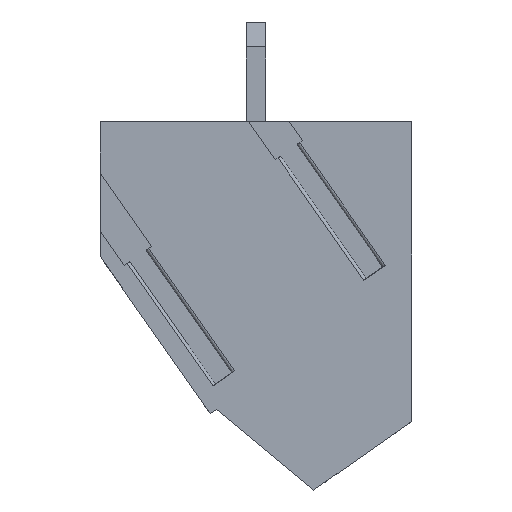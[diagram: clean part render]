
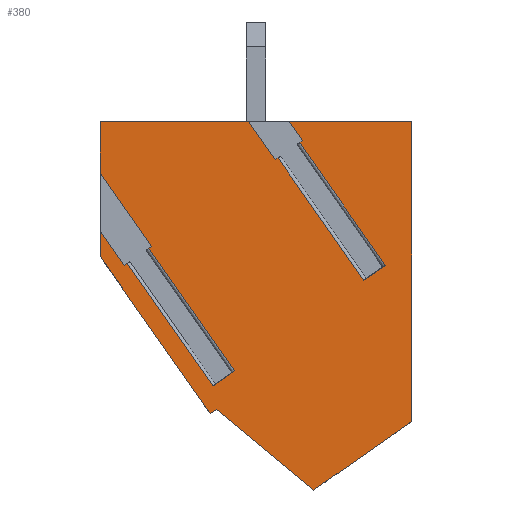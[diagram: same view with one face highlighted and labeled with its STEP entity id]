
A CAD part, left-side view. The second image highlights one B-rep face of the part: STEP entity #380.
In plain terms, the highlighted planar face has unit normal (-1, 0, 0).
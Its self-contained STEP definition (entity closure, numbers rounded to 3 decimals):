
#380 = ADVANCED_FACE( '', ( #768 ), #769, .T. );
#768 = FACE_OUTER_BOUND( '', #1148, .T. );
#769 = PLANE( '', #1149 );
#1148 = EDGE_LOOP( '', ( #2232, #2233, #2234, #2235, #2236, #2237, #2238, #2239, #2240, #2241, #2242, #2243, #2244, #2245, #2246, #2247, #2248, #2249, #2250, #2251, #2252, #2253, #2254 ) );
#1149 = AXIS2_PLACEMENT_3D( '', #2255, #2256, #2257 );
#2232 = ORIENTED_EDGE( '', *, *, #2611, .T. );
#2233 = ORIENTED_EDGE( '', *, *, #2330, .T. );
#2234 = ORIENTED_EDGE( '', *, *, #2697, .F. );
#2235 = ORIENTED_EDGE( '', *, *, #2439, .T. );
#2236 = ORIENTED_EDGE( '', *, *, #2547, .T. );
#2237 = ORIENTED_EDGE( '', *, *, #2650, .T. );
#2238 = ORIENTED_EDGE( '', *, *, #2581, .F. );
#2239 = ORIENTED_EDGE( '', *, *, #2554, .T. );
#2240 = ORIENTED_EDGE( '', *, *, #2595, .F. );
#2241 = ORIENTED_EDGE( '', *, *, #2326, .T. );
#2242 = ORIENTED_EDGE( '', *, *, #2636, .T. );
#2243 = ORIENTED_EDGE( '', *, *, #2513, .F. );
#2244 = ORIENTED_EDGE( '', *, *, #2574, .T. );
#2245 = ORIENTED_EDGE( '', *, *, #2534, .T. );
#2246 = ORIENTED_EDGE( '', *, *, #2481, .T. );
#2247 = ORIENTED_EDGE( '', *, *, #2271, .F. );
#2248 = ORIENTED_EDGE( '', *, *, #2388, .T. );
#2249 = ORIENTED_EDGE( '', *, *, #2682, .F. );
#2250 = ORIENTED_EDGE( '', *, *, #2634, .T. );
#2251 = ORIENTED_EDGE( '', *, *, #2659, .T. );
#2252 = ORIENTED_EDGE( '', *, *, #2509, .T. );
#2253 = ORIENTED_EDGE( '', *, *, #2444, .T. );
#2254 = ORIENTED_EDGE( '', *, *, #2551, .T. );
#2255 = CARTESIAN_POINT( '', ( -15., 22.211, 15.645 ) );
#2256 = DIRECTION( '', ( -1., 0., 0. ) );
#2257 = DIRECTION( '', ( 0., -0.819, 0.574 ) );
#2271 = EDGE_CURVE( '', #2710, #2711, #2712, .F. );
#2326 = EDGE_CURVE( '', #2815, #2813, #2816, .T. );
#2330 = EDGE_CURVE( '', #2756, #2821, #2823, .T. );
#2388 = EDGE_CURVE( '', #2710, #2922, #2923, .T. );
#2439 = EDGE_CURVE( '', #3000, #3001, #3002, .T. );
#2444 = EDGE_CURVE( '', #3008, #3009, #3010, .T. );
#2481 = EDGE_CURVE( '', #3060, #2711, #3061, .T. );
#2509 = EDGE_CURVE( '', #3101, #3008, #3104, .T. );
#2513 = EDGE_CURVE( '', #3108, #3110, #3111, .T. );
#2534 = EDGE_CURVE( '', #3143, #3060, #3144, .F. );
#2547 = EDGE_CURVE( '', #3001, #3159, #3161, .F. );
#2551 = EDGE_CURVE( '', #3009, #3165, #3167, .T. );
#2554 = EDGE_CURVE( '', #3171, #3172, #3173, .T. );
#2574 = EDGE_CURVE( '', #3108, #3143, #3201, .T. );
#2581 = EDGE_CURVE( '', #3171, #3208, #3209, .F. );
#2595 = EDGE_CURVE( '', #2815, #3172, #3227, .T. );
#2611 = EDGE_CURVE( '', #3165, #2756, #3247, .T. );
#2634 = EDGE_CURVE( '', #3274, #3272, #3275, .T. );
#2636 = EDGE_CURVE( '', #2813, #3110, #3277, .T. );
#2650 = EDGE_CURVE( '', #3159, #3208, #3294, .T. );
#2659 = EDGE_CURVE( '', #3272, #3101, #3303, .T. );
#2682 = EDGE_CURVE( '', #3274, #2922, #3329, .T. );
#2697 = EDGE_CURVE( '', #3000, #2821, #3344, .T. );
#2710 = VERTEX_POINT( '', #3359 );
#2711 = VERTEX_POINT( '', #3360 );
#2712 = LINE( '', #3361, #3362 );
#2756 = VERTEX_POINT( '', #3423 );
#2813 = VERTEX_POINT( '', #3505 );
#2815 = VERTEX_POINT( '', #3508 );
#2816 = LINE( '', #3509, #3510 );
#2821 = VERTEX_POINT( '', #3517 );
#2823 = LINE( '', #3520, #3521 );
#2922 = VERTEX_POINT( '', #3661 );
#2923 = LINE( '', #3662, #3663 );
#3000 = VERTEX_POINT( '', #3774 );
#3001 = VERTEX_POINT( '', #3775 );
#3002 = LINE( '', #3776, #3777 );
#3008 = VERTEX_POINT( '', #3785 );
#3009 = VERTEX_POINT( '', #3786 );
#3010 = LINE( '', #3787, #3788 );
#3060 = VERTEX_POINT( '', #3859 );
#3061 = LINE( '', #3860, #3861 );
#3101 = VERTEX_POINT( '', #3916 );
#3104 = LINE( '', #3921, #3922 );
#3108 = VERTEX_POINT( '', #3927 );
#3110 = VERTEX_POINT( '', #3930 );
#3111 = LINE( '', #3931, #3932 );
#3143 = VERTEX_POINT( '', #3977 );
#3144 = LINE( '', #3978, #3979 );
#3159 = VERTEX_POINT( '', #4000 );
#3161 = LINE( '', #4002, #4003 );
#3165 = VERTEX_POINT( '', #4007 );
#3167 = LINE( '', #4010, #4011 );
#3171 = VERTEX_POINT( '', #4015 );
#3172 = VERTEX_POINT( '', #4016 );
#3173 = LINE( '', #4017, #4018 );
#3201 = LINE( '', #4056, #4057 );
#3208 = VERTEX_POINT( '', #4066 );
#3209 = LINE( '', #4067, #4068 );
#3227 = LINE( '', #4093, #4094 );
#3247 = LINE( '', #4122, #4123 );
#3272 = VERTEX_POINT( '', #4160 );
#3274 = VERTEX_POINT( '', #4163 );
#3275 = LINE( '', #4164, #4165 );
#3277 = LINE( '', #4168, #4169 );
#3294 = LINE( '', #4194, #4195 );
#3303 = LINE( '', #4205, #4206 );
#3329 = LINE( '', #4237, #4238 );
#3344 = LINE( '', #4253, #4254 );
#3359 = CARTESIAN_POINT( '', ( -15., -1.074, -5.706 ) );
#3360 = CARTESIAN_POINT( '', ( -15., -4.516, -10.621 ) );
#3361 = CARTESIAN_POINT( '', ( -15., -7.815, -15.332 ) );
#3362 = VECTOR( '', #4264, 1000. );
#3423 = CARTESIAN_POINT( '', ( -15., -12.5, 0. ) );
#3505 = CARTESIAN_POINT( '', ( -15., 0., 0. ) );
#3508 = CARTESIAN_POINT( '', ( -15., -5.94, 0. ) );
#3509 = CARTESIAN_POINT( '', ( -15., 0., 0. ) );
#3510 = VECTOR( '', #4326, 1000. );
#3517 = CARTESIAN_POINT( '', ( -15., -7.579, 0. ) );
#3520 = CARTESIAN_POINT( '', ( -15., 0., 0. ) );
#3521 = VECTOR( '', #4330, 1000. );
#3661 = CARTESIAN_POINT( '', ( -15., -0.959, -5.787 ) );
#3662 = CARTESIAN_POINT( '', ( -15., 4.519, -9.622 ) );
#3663 = VECTOR( '', #4387, 1000. );
#3774 = CARTESIAN_POINT( '', ( -15., -8.12, -0.772 ) );
#3775 = CARTESIAN_POINT( '', ( -15., -8.005, -0.853 ) );
#3776 = CARTESIAN_POINT( '', ( -15., 4.519, -9.622 ) );
#3777 = VECTOR( '', #4437, 1000. );
#3785 = CARTESIAN_POINT( '', ( -15., -4.654, -11.558 ) );
#3786 = CARTESIAN_POINT( '', ( -15., -8.572, -14.8 ) );
#3787 = CARTESIAN_POINT( '', ( -15., -8.572, -14.8 ) );
#3788 = VECTOR( '', #4443, 1000. );
#3859 = CARTESIAN_POINT( '', ( -15., -5.384, -10.013 ) );
#3860 = CARTESIAN_POINT( '', ( -15., 1.077, -14.537 ) );
#3861 = VECTOR( '', #4480, 1000. );
#3916 = CARTESIAN_POINT( '', ( -15., -4.409, -11.73 ) );
#3921 = CARTESIAN_POINT( '', ( -15., -4.654, -11.558 ) );
#3922 = VECTOR( '', #4507, 1000. );
#3927 = CARTESIAN_POINT( '', ( -15., -2.058, -5.017 ) );
#3930 = CARTESIAN_POINT( '', ( -15., 0., -2.077 ) );
#3931 = CARTESIAN_POINT( '', ( -15., 15.634, 20.25 ) );
#3932 = VECTOR( '', #4510, 1000. );
#3977 = CARTESIAN_POINT( '', ( -15., -1.943, -5.098 ) );
#3978 = CARTESIAN_POINT( '', ( -15., -8.683, -14.724 ) );
#3979 = VECTOR( '', #4533, 1000. );
#4000 = CARTESIAN_POINT( '', ( -15., -11.446, -5.768 ) );
#4002 = CARTESIAN_POINT( '', ( -15., -13.485, -8.68 ) );
#4003 = VECTOR( '', #4546, 1000. );
#4007 = CARTESIAN_POINT( '', ( -15., -12.5, -12.05 ) );
#4010 = CARTESIAN_POINT( '', ( -15., -12.5, -12.05 ) );
#4011 = VECTOR( '', #4551, 1000. );
#4015 = CARTESIAN_POINT( '', ( -15., -7.136, -1.461 ) );
#4016 = CARTESIAN_POINT( '', ( -15., -7.02, -1.543 ) );
#4017 = CARTESIAN_POINT( '', ( -15., 4.519, -9.622 ) );
#4018 = VECTOR( '', #4555, 1000. );
#4056 = CARTESIAN_POINT( '', ( -15., 4.519, -9.622 ) );
#4057 = VECTOR( '', #4578, 1000. );
#4066 = CARTESIAN_POINT( '', ( -15., -10.578, -6.376 ) );
#4067 = CARTESIAN_POINT( '', ( -15., -12.616, -9.288 ) );
#4068 = VECTOR( '', #4584, 1000. );
#4093 = CARTESIAN_POINT( '', ( -15., 10.672, 23.725 ) );
#4094 = VECTOR( '', #4598, 1000. );
#4122 = CARTESIAN_POINT( '', ( -15., -12.5, 0. ) );
#4123 = VECTOR( '', #4610, 1000. );
#4160 = CARTESIAN_POINT( '', ( -15., 0., -5.434 ) );
#4163 = CARTESIAN_POINT( '', ( -15., 0., -4.418 ) );
#4164 = CARTESIAN_POINT( '', ( -15., 0., -5.434 ) );
#4165 = VECTOR( '', #4630, 1000. );
#4168 = CARTESIAN_POINT( '', ( -15., 0., -5.434 ) );
#4169 = VECTOR( '', #4632, 1000. );
#4194 = CARTESIAN_POINT( '', ( -15., 1.077, -14.537 ) );
#4195 = VECTOR( '', #4647, 1000. );
#4205 = CARTESIAN_POINT( '', ( -15., -4.409, -11.73 ) );
#4206 = VECTOR( '', #4655, 1000. );
#4237 = CARTESIAN_POINT( '', ( -15., 16.733, 19.48 ) );
#4238 = VECTOR( '', #4670, 1000. );
#4253 = CARTESIAN_POINT( '', ( -15., 9.572, 24.495 ) );
#4254 = VECTOR( '', #4680, 1000. );
#4264 = DIRECTION( '', ( 0., 0.574, 0.819 ) );
#4326 = DIRECTION( '', ( 0., 1., 0. ) );
#4330 = DIRECTION( '', ( 0., 1., 0. ) );
#4387 = DIRECTION( '', ( 0., 0.819, -0.574 ) );
#4437 = DIRECTION( '', ( 0., 0.819, -0.574 ) );
#4443 = DIRECTION( '', ( 0., -0.77, -0.637 ) );
#4480 = DIRECTION( '', ( 0., 0.819, -0.574 ) );
#4507 = DIRECTION( '', ( 0., -0.819, 0.574 ) );
#4510 = DIRECTION( '', ( 0., 0.574, 0.819 ) );
#4533 = DIRECTION( '', ( 0., 0.574, 0.819 ) );
#4546 = DIRECTION( '', ( 0., 0.574, 0.819 ) );
#4551 = DIRECTION( '', ( 0., -0.819, 0.574 ) );
#4555 = DIRECTION( '', ( 0., 0.819, -0.574 ) );
#4578 = DIRECTION( '', ( 0., 0.819, -0.574 ) );
#4584 = DIRECTION( '', ( 0., 0.574, 0.819 ) );
#4598 = DIRECTION( '', ( 0., -0.574, -0.819 ) );
#4610 = DIRECTION( '', ( 0., 0., 1. ) );
#4630 = DIRECTION( '', ( 0., 0., -1. ) );
#4632 = DIRECTION( '', ( 0., 0., -1. ) );
#4647 = DIRECTION( '', ( 0., 0.819, -0.574 ) );
#4655 = DIRECTION( '', ( 0., -0.574, -0.819 ) );
#4670 = DIRECTION( '', ( 0., -0.574, -0.819 ) );
#4680 = DIRECTION( '', ( 0., 0.574, 0.819 ) );
